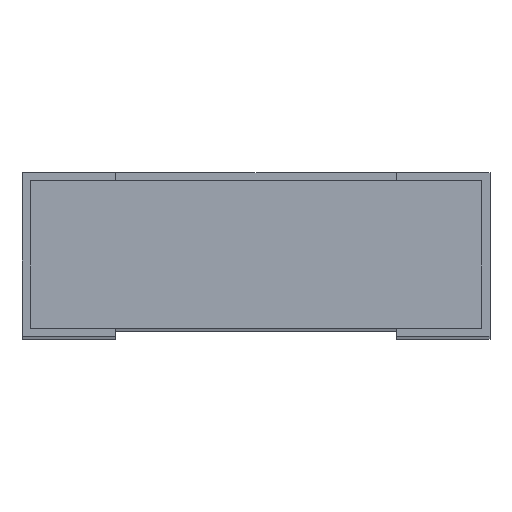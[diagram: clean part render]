
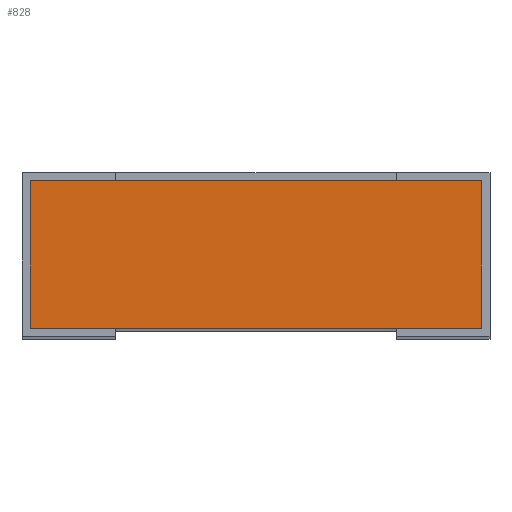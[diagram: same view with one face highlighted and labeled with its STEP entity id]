
A CAD part, top view. The second image highlights one B-rep face of the part: STEP entity #828.
In plain terms, the highlighted planar face has unit normal (0, 0, 1).
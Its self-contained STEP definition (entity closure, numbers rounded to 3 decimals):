
#14 = CARTESIAN_POINT ( 'NONE',  ( -0.965, 0.035, 3.75 ) ) ;
#23 = ORIENTED_EDGE ( 'NONE', *, *, #300, .T. ) ;
#113 = CARTESIAN_POINT ( 'NONE',  ( 0.965, 0.035, 3.75 ) ) ;
#143 = VECTOR ( 'NONE', #309, 1000. ) ;
#155 = CARTESIAN_POINT ( 'NONE',  ( -0.965, 0.665, 3.75 ) ) ;
#171 = EDGE_CURVE ( 'NONE', #940, #315, #652, .T. ) ;
#172 = CARTESIAN_POINT ( 'NONE',  ( 0.965, 0.035, 3.75 ) ) ;
#175 = VECTOR ( 'NONE', #833, 1000. ) ;
#208 = CARTESIAN_POINT ( 'NONE',  ( -0.965, 0.035, 3.75 ) ) ;
#227 = CARTESIAN_POINT ( 'NONE',  ( -0.965, 0.035, 3.75 ) ) ;
#266 = LINE ( 'NONE', #14, #787 ) ;
#300 = EDGE_CURVE ( 'NONE', #315, #546, #266, .T. ) ;
#309 = DIRECTION ( 'NONE',  ( -1., 0., 0. ) ) ;
#315 = VERTEX_POINT ( 'NONE', #208 ) ;
#325 = PLANE ( 'NONE',  #602 ) ;
#331 = CARTESIAN_POINT ( 'NONE',  ( 0., 0., 3.75 ) ) ;
#417 = EDGE_CURVE ( 'NONE', #656, #940, #856, .T. ) ;
#440 = CARTESIAN_POINT ( 'NONE',  ( -0.965, 0.665, 3.75 ) ) ;
#545 = VECTOR ( 'NONE', #676, 1000. ) ;
#546 = VERTEX_POINT ( 'NONE', #113 ) ;
#561 = LINE ( 'NONE', #172, #545 ) ;
#602 = AXIS2_PLACEMENT_3D ( 'NONE', #331, #935, #857 ) ;
#636 = EDGE_LOOP ( 'NONE', ( #645, #23, #724, #671 ) ) ;
#645 = ORIENTED_EDGE ( 'NONE', *, *, #171, .T. ) ;
#652 = LINE ( 'NONE', #227, #175 ) ;
#654 = DIRECTION ( 'NONE',  ( 1., 0., 0. ) ) ;
#656 = VERTEX_POINT ( 'NONE', #829 ) ;
#671 = ORIENTED_EDGE ( 'NONE', *, *, #417, .T. ) ;
#676 = DIRECTION ( 'NONE',  ( 0., 1., 0. ) ) ;
#724 = ORIENTED_EDGE ( 'NONE', *, *, #748, .T. ) ;
#748 = EDGE_CURVE ( 'NONE', #546, #656, #561, .T. ) ;
#787 = VECTOR ( 'NONE', #654, 1000. ) ;
#828 = ADVANCED_FACE ( 'NONE', ( #882 ), #325, .F. ) ;
#829 = CARTESIAN_POINT ( 'NONE',  ( 0.965, 0.665, 3.75 ) ) ;
#833 = DIRECTION ( 'NONE',  ( 0., -1., 0. ) ) ;
#856 = LINE ( 'NONE', #440, #143 ) ;
#857 = DIRECTION ( 'NONE',  ( -1., 0., 0. ) ) ;
#882 = FACE_OUTER_BOUND ( 'NONE', #636, .T. ) ;
#935 = DIRECTION ( 'NONE',  ( 0., 0., -1. ) ) ;
#940 = VERTEX_POINT ( 'NONE', #155 ) ;
